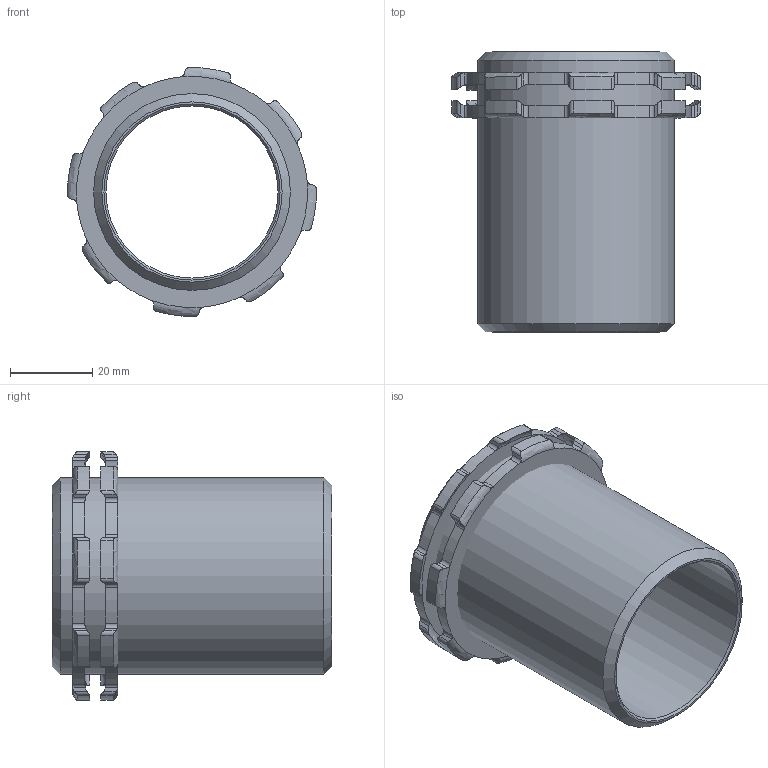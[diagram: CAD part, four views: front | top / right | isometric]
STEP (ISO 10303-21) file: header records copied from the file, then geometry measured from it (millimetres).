
FILE_DESCRIPTION(/* description */ (''),/* implementation_level */ '2;1');
FILE_NAME(/* name */ '',/* time_stamp */ '2025-06-20T11:45:19+07:00',/* author */ ('zeta-72'),/* organization */ (''),/* preprocessor_version */ 'ST-DEVELOPER v19.2',/* originating_system */ 'Autodesk Inventor 2024',/* authorisation */ '');
FILE_SCHEMA (('AUTOMOTIVE_DESIGN { 1 0 10303 214 3 1 1 }'));
Length unit declared in the file: millimetre
Products named in the file (3): Патрубок У47
5; Патрубок вводный 
У478 (zeta41113); NS-G1(2
Assembly tree (3 placements, depth 2):
  Патрубок У47
5
    Патрубок вводный 
У478 (zeta41113)
    NS-G1(2  x2
Bounding box: 60.48 x 68 x 60.48 mm (x, y, z)
Volume: 34222.7 mm3; surface area: 25855.2 mm2
Topology: 3 solids, 3 shells, 174 faces, 436 edges, 268 vertices
Faces by surface type: cylinder 100, plane 38, torus 32, cone 4
Full cylindrical faces by diameter (mm): 41.803 x1, 45.9 x2, 47.803 x1
Entity records: 3453 total; most frequent: CARTESIAN_POINT 1316, ORIENTED_EDGE 450, DIRECTION 381, EDGE_CURVE 225, AXIS2_PLACEMENT_3D 155, VERTEX_POINT 138, B_SPLINE_CURVE_WITH_KNOTS 96, EDGE_LOOP 95
